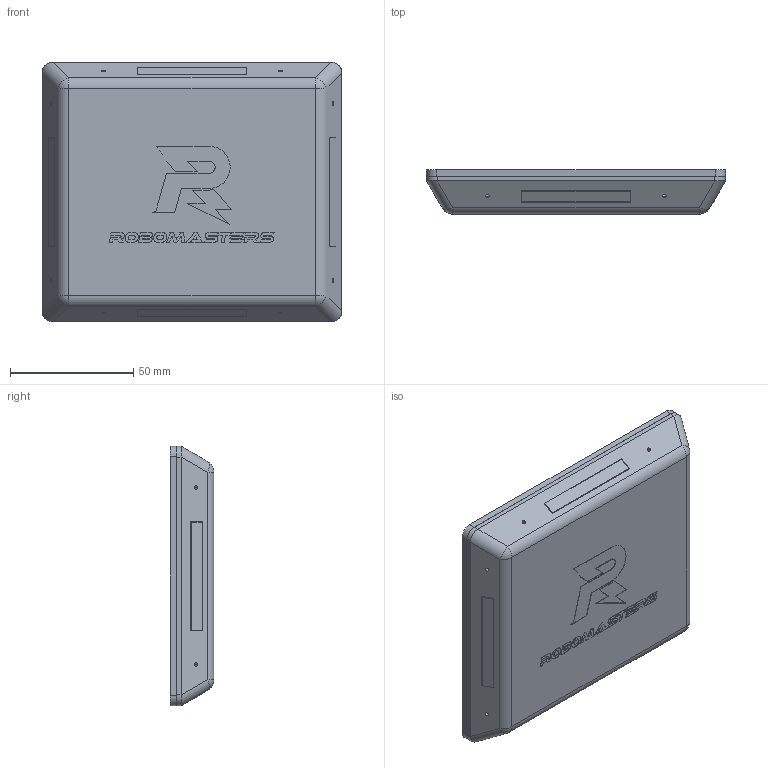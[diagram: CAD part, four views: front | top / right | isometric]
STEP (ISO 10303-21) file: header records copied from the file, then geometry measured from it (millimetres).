
FILE_DESCRIPTION (( 'STEP AP214' ), '1' );
FILE_NAME ('RFID蚾饜极.STEP', '2018-02-08T06:14:38', ( 'hh' ), ( 'Microsoft' ), 'SwSTEP 2.0', 'SolidWorks 2016', '' );
FILE_SCHEMA (( 'AUTOMOTIVE_DESIGN' ));
Length unit declared in the file: millimetre
Products named in the file (1): RFID蚾饜极
Bounding box: 121.67 x 17.8 x 105.67 mm (x, y, z)
Volume: 74097.2 mm3; surface area: 63604.3 mm2
Topology: 6 solids, 6 shells, 564 faces, 1488 edges, 978 vertices
Faces by surface type: plane 277, bspline 143, cylinder 76, cone 64, sphere 4
Entity records: 25381 total; most frequent: CARTESIAN_POINT 5970, ORIENTED_EDGE 2968, DIRECTION 2210, EDGE_CURVE 1484, VERTEX_POINT 978, VECTOR 910, LINE 910, EDGE_LOOP 660
